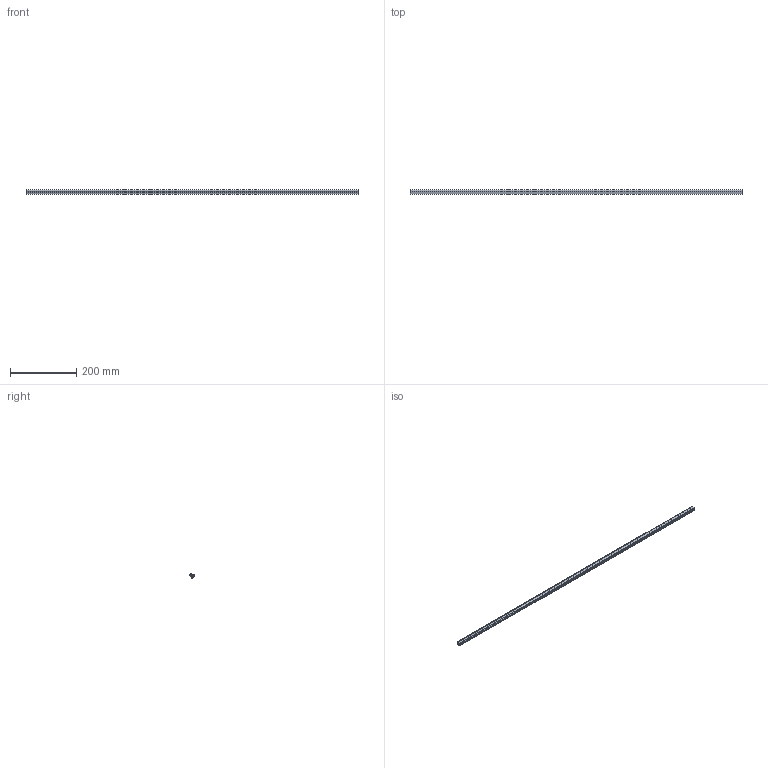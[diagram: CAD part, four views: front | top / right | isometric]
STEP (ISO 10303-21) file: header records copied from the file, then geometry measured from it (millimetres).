
FILE_DESCRIPTION (( 'STEP AP203' ), '1' );
FILE_NAME ('FC-779-Si-1-1.STEP', '2017-12-07T02:12:05', ( '' ), ( '' ), 'SwSTEP 2.0', 'SolidWorks 2014', '' );
FILE_SCHEMA (( 'CONFIG_CONTROL_DESIGN' ));
Length unit declared in the file: millimetre
Products named in the file (3): FC-779-Si-1-1_本体; FC-779-Si-1-1; FC-779-Si-1-1_芯金
Assembly tree (2 placements, depth 2):
  FC-779-Si-1-1
    FC-779-Si-1-1_本体
    FC-779-Si-1-1_芯金
Bounding box: 1000 x 13.5 x 12.73 mm (x, y, z)
Volume: 86974.1 mm3; surface area: 196620 mm2
Topology: 2 solids, 2 shells, 68 faces, 192 edges, 128 vertices
Faces by surface type: cylinder 40, plane 28
Entity records: 2549 total; most frequent: DIRECTION 418, CARTESIAN_POINT 393, ORIENTED_EDGE 384, EDGE_CURVE 192, AXIS2_PLACEMENT_3D 153, VERTEX_POINT 128, LINE 112, VECTOR 112
